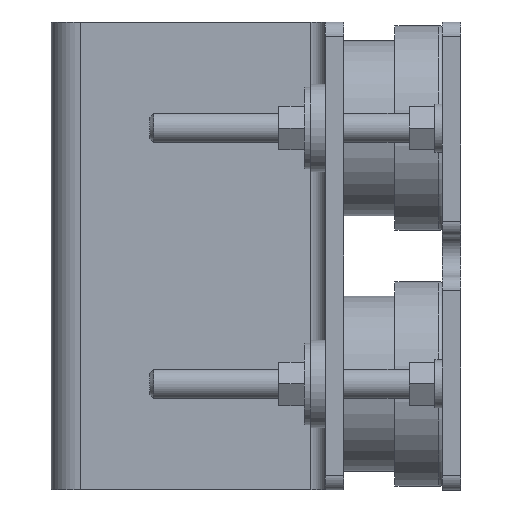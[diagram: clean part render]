
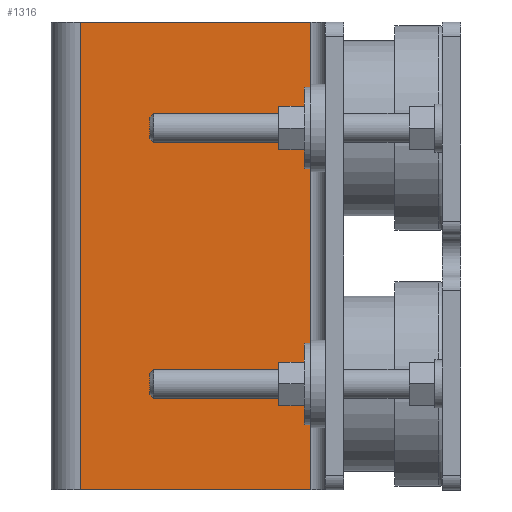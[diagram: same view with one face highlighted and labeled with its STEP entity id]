
A CAD part, left-side view. The second image highlights one B-rep face of the part: STEP entity #1316.
In plain terms, the highlighted planar face has unit normal (-1, 0, 0).
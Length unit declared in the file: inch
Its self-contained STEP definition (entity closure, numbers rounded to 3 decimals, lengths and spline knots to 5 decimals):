
#65 = CARTESIAN_POINT ( 'NONE',  ( -2.4375, 6.5, 4. ) ) ;
#215 = LINE ( 'NONE', #1890, #5755 ) ;
#680 = EDGE_CURVE ( 'NONE', #6724, #7324, #215, .T. ) ;
#979 = EDGE_CURVE ( 'NONE', #6724, #6319, #6669, .T. ) ;
#1242 = CARTESIAN_POINT ( 'NONE',  ( -2.4375, 6.5, 4. ) ) ;
#1316 = ADVANCED_FACE ( 'NONE', ( #7888 ), #5177, .F. ) ;
#1445 = ORIENTED_EDGE ( 'NONE', *, *, #3451, .F. ) ;
#1853 = VECTOR ( 'NONE', #2271, 39.37008 ) ;
#1890 = CARTESIAN_POINT ( 'NONE',  ( -2.4375, 6.5, 4. ) ) ;
#1975 = CARTESIAN_POINT ( 'NONE',  ( -2.4375, 6.5, -4. ) ) ;
#2271 = DIRECTION ( 'NONE',  ( 0., 0., -1. ) ) ;
#3202 = CARTESIAN_POINT ( 'NONE',  ( -2.4375, 2.5625, 4. ) ) ;
#3272 = ORIENTED_EDGE ( 'NONE', *, *, #979, .T. ) ;
#3280 = DIRECTION ( 'NONE',  ( 0., 1., 0. ) ) ;
#3451 = EDGE_CURVE ( 'NONE', #7324, #4735, #4347, .T. ) ;
#4277 = CARTESIAN_POINT ( 'NONE',  ( -2.4375, 2.5625, -4. ) ) ;
#4288 = EDGE_CURVE ( 'NONE', #6319, #4735, #7516, .T. ) ;
#4347 = LINE ( 'NONE', #4680, #5668 ) ;
#4542 = DIRECTION ( 'NONE',  ( 0., -1., 0. ) ) ;
#4576 = CARTESIAN_POINT ( 'NONE',  ( -2.4375, 6.5, -4. ) ) ;
#4611 = ORIENTED_EDGE ( 'NONE', *, *, #680, .F. ) ;
#4680 = CARTESIAN_POINT ( 'NONE',  ( -2.4375, 2.5625, 4. ) ) ;
#4735 = VERTEX_POINT ( 'NONE', #4277 ) ;
#5177 = PLANE ( 'NONE',  #7367 ) ;
#5668 = VECTOR ( 'NONE', #6552, 39.37008 ) ;
#5755 = VECTOR ( 'NONE', #4542, 39.37008 ) ;
#5802 = VECTOR ( 'NONE', #7055, 39.37008 ) ;
#5912 = ORIENTED_EDGE ( 'NONE', *, *, #4288, .T. ) ;
#6319 = VERTEX_POINT ( 'NONE', #4576 ) ;
#6552 = DIRECTION ( 'NONE',  ( 0., 0., -1. ) ) ;
#6669 = LINE ( 'NONE', #7361, #1853 ) ;
#6724 = VERTEX_POINT ( 'NONE', #1242 ) ;
#6915 = EDGE_LOOP ( 'NONE', ( #5912, #1445, #4611, #3272 ) ) ;
#7055 = DIRECTION ( 'NONE',  ( 0., -1., 0. ) ) ;
#7154 = DIRECTION ( 'NONE',  ( 1., 0., 0. ) ) ;
#7324 = VERTEX_POINT ( 'NONE', #3202 ) ;
#7361 = CARTESIAN_POINT ( 'NONE',  ( -2.4375, 6.5, 4. ) ) ;
#7367 = AXIS2_PLACEMENT_3D ( 'NONE', #65, #7154, #3280 ) ;
#7516 = LINE ( 'NONE', #1975, #5802 ) ;
#7888 = FACE_OUTER_BOUND ( 'NONE', #6915, .T. ) ;
